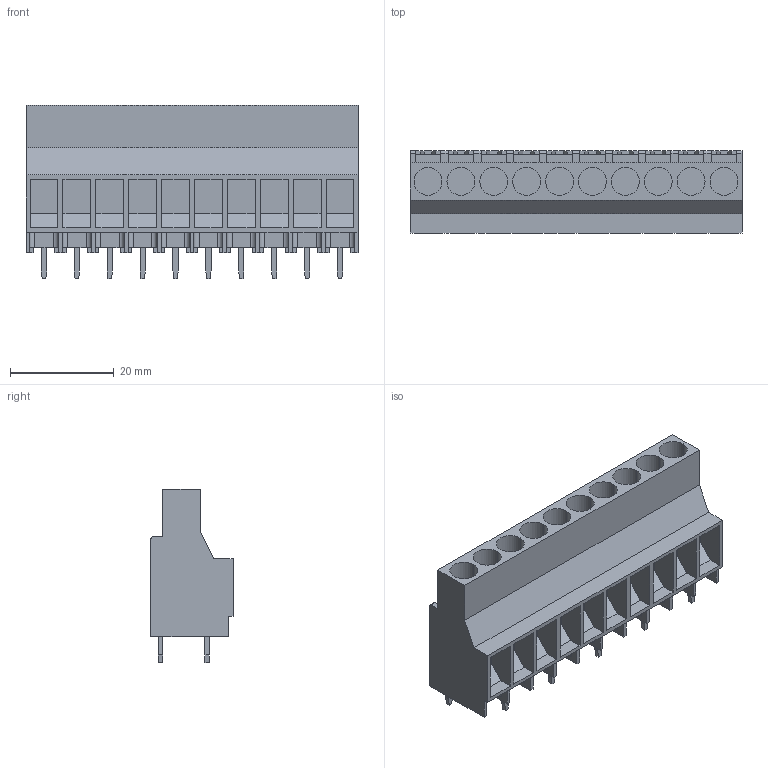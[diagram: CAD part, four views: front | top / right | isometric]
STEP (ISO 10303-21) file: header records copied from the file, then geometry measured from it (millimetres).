
FILE_DESCRIPTION(('CATIA V5 STEP Exchange','CAx-IF Rec.Pracs.--- Model Styling and Organization---1.2---2011-12-15'),'2;1');
FILE_NAME ('D1451356_0_1356930000_1356930000.stp','2018-09-11T05:55:16+00:00',('none'),('Weidmueller'),'CATIA Version 5-6 Release 2014','CATIA V5 STEP AP214','none');
FILE_SCHEMA(('AUTOMOTIVE_DESIGN { 1 0 10303 214 1 1 1 1 }'));
Length unit declared in the file: millimetre
Products named in the file (1): 1356930000
Bounding box: 64.1 x 15.85 x 33.5 mm (x, y, z)
Volume: 17187.2 mm3; surface area: 9525.1 mm2
Topology: 11 solids, 11 shells, 414 faces, 1116 edges, 744 vertices
Faces by surface type: plane 363, cylinder 51
Entity records: 11824 total; most frequent: ORIENTED_EDGE 2232, CARTESIAN_POINT 2096, DIRECTION 1586, EDGE_CURVE 1116, VECTOR 1014, LINE 1014, VERTEX_POINT 744, EDGE_LOOP 434
